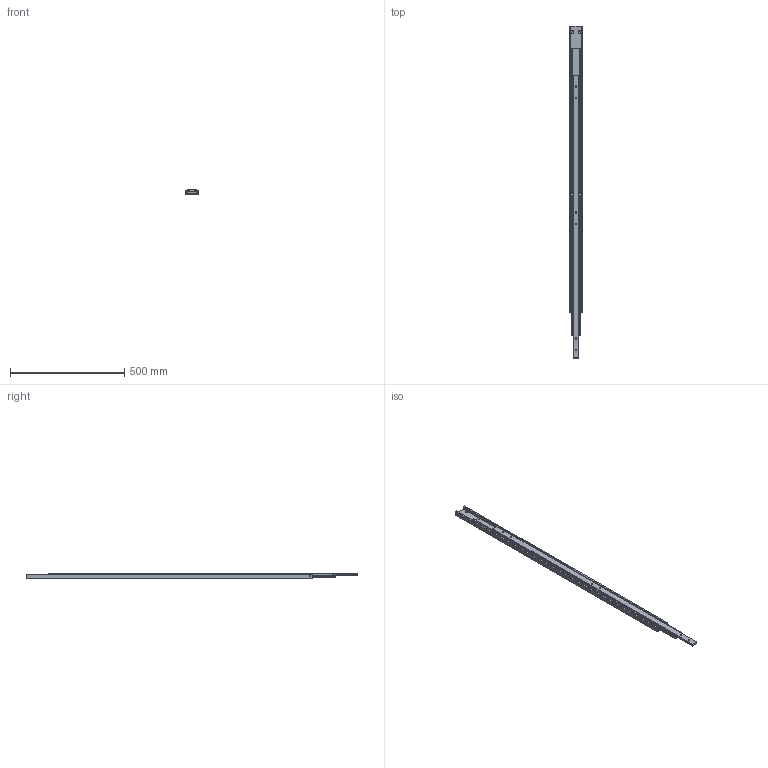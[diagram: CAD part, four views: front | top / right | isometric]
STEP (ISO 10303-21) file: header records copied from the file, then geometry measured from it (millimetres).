
FILE_DESCRIPTION((''),'2;1');
FILE_NAME('TSRT-60 1250.stp','2021-04-26T22:24:26',(''),(''),'Mechanical Desktop 2006','Mechanical Desktop 2006',', , ');
FILE_SCHEMA(('CONFIG_CONTROL_DESIGN'));
Length unit declared in the file: millimetre
Products named in the file (4): TSRT-60 B; INNER BEAM 6; MIDDLE BEAM; OUTER BEAM
Assembly tree (3 placements, depth 2):
  TSRT-60 B
    INNER BEAM 6
    MIDDLE BEAM
    OUTER BEAM
Bounding box: 60 x 1450 x 26 mm (x, y, z)
Volume: 1347977 mm3; surface area: 495972.5 mm2
Topology: 3 solids, 4 shells, 141 faces, 395 edges, 251 vertices
Faces by surface type: cylinder 72, plane 45, cone 24
Entity records: 5213 total; most frequent: CARTESIAN_POINT 1342, DIRECTION 792, ORIENTED_EDGE 780, EDGE_CURVE 390, AXIS2_PLACEMENT_3D 293, VERTEX_POINT 251, VECTOR 206, LINE 206
